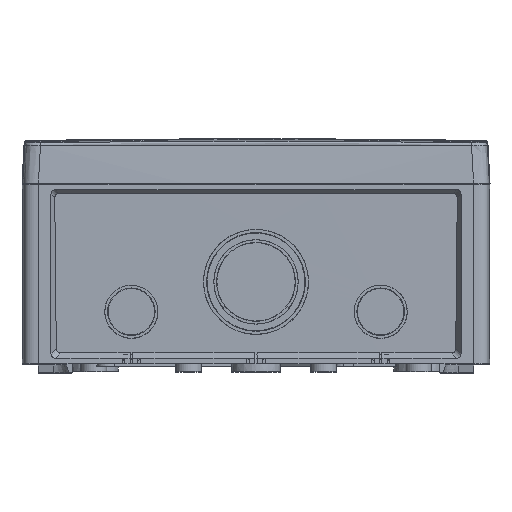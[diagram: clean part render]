
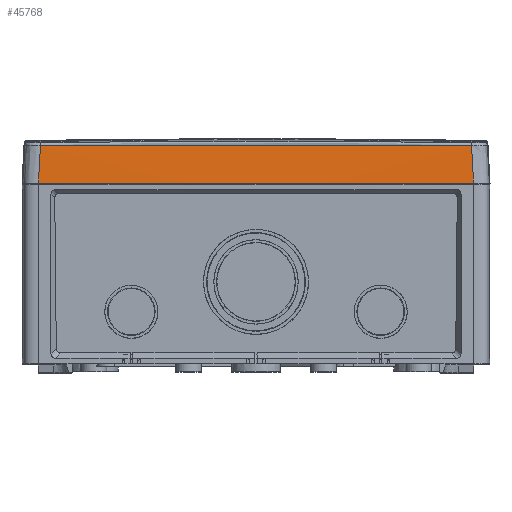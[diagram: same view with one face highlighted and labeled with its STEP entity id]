
A CAD part, top view. The second image highlights one B-rep face of the part: STEP entity #45768.
In plain terms, the highlighted conical face has half-angle 3 degrees and reference radius 11365.1 mm.
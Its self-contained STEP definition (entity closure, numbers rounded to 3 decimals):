
#10923=B_SPLINE_CURVE_WITH_KNOTS('',3,(#72017,#72018,#72019,#72020),
 .UNSPECIFIED.,.F.,.F.,(4,4),(0.,1.),.UNSPECIFIED.);
#10924=B_SPLINE_CURVE_WITH_KNOTS('',3,(#72022,#72023,#72024,#72025),
 .UNSPECIFIED.,.F.,.F.,(4,4),(0.,1.),.UNSPECIFIED.);
#10925=B_SPLINE_CURVE_WITH_KNOTS('',3,(#72027,#72028,#72029,#72030),
 .UNSPECIFIED.,.F.,.F.,(4,4),(0.,1.),.UNSPECIFIED.);
#12810=ORIENTED_EDGE('',*,*,#26393,.T.);
#12811=ORIENTED_EDGE('',*,*,#25774,.F.);
#12812=ORIENTED_EDGE('',*,*,#26394,.F.);
#12813=ORIENTED_EDGE('',*,*,#26395,.T.);
#25774=EDGE_CURVE('',#32700,#32701,#37171,.T.);
#26393=EDGE_CURVE('',#33212,#32701,#10923,.T.);
#26394=EDGE_CURVE('',#33213,#32700,#10924,.T.);
#26395=EDGE_CURVE('',#33213,#33212,#10925,.T.);
#32700=VERTEX_POINT('',#66405);
#32701=VERTEX_POINT('',#66407);
#33212=VERTEX_POINT('',#71930);
#33213=VERTEX_POINT('',#72026);
#37171=CIRCLE('',#48525,11365.499);
#39211=EDGE_LOOP('',(#12810,#12811,#12812,#12813));
#42314=FACE_BOUND('',#39211,.T.);
#45228=CONICAL_SURFACE('',#48798,11365.102,0.052);
#45768=ADVANCED_FACE('',(#42314),#45228,.T.);
#48525=AXIS2_PLACEMENT_3D('',#66406,#53216,#53217);
#48798=AXIS2_PLACEMENT_3D('',#72021,#53988,#53989);
#53216=DIRECTION('',(0.,-1.,0.));
#53217=DIRECTION('',(0.007,0.,1.));
#53988=DIRECTION('',(0.,-1.,0.));
#53989=DIRECTION('',(-1.,0.,0.));
#66405=CARTESIAN_POINT('',(83.76,-0.3,89.707));
#66406=CARTESIAN_POINT('',(0.,-0.3,-11275.483));
#66407=CARTESIAN_POINT('',(-83.76,-0.3,89.707));
#71930=CARTESIAN_POINT('',(-83.002,14.246,88.95));
#72017=CARTESIAN_POINT('',(-83.002,14.246,88.95));
#72018=CARTESIAN_POINT('',(-83.255,9.397,89.203));
#72019=CARTESIAN_POINT('',(-83.507,4.549,89.455));
#72020=CARTESIAN_POINT('',(-83.76,-0.3,89.707));
#72021=CARTESIAN_POINT('',(0.,7.279,-11275.483));
#72022=CARTESIAN_POINT('',(83.002,14.246,88.95));
#72023=CARTESIAN_POINT('',(83.255,9.397,89.203));
#72024=CARTESIAN_POINT('',(83.507,4.549,89.455));
#72025=CARTESIAN_POINT('',(83.76,-0.3,89.707));
#72026=CARTESIAN_POINT('',(83.002,14.246,88.95));
#72027=CARTESIAN_POINT('',(83.002,14.246,88.95));
#72028=CARTESIAN_POINT('',(27.668,15.061,89.312));
#72029=CARTESIAN_POINT('',(-27.668,15.061,89.312));
#72030=CARTESIAN_POINT('',(-83.002,14.246,88.95));
